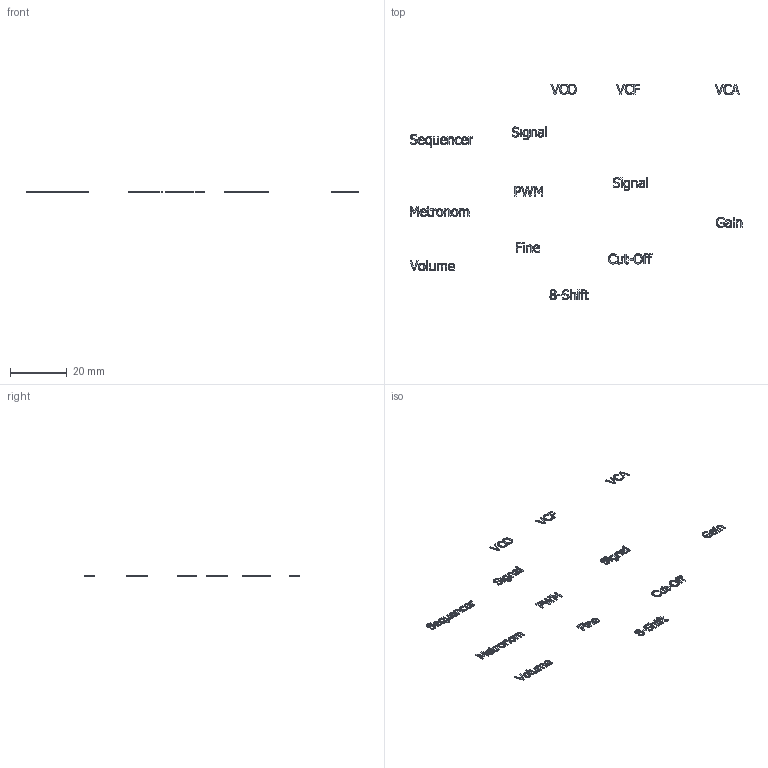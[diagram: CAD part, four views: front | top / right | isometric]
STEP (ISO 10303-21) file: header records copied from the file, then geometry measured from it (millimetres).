
FILE_DESCRIPTION(/* description */ (''),/* implementation_level */ '2;1');
FILE_NAME(/* name */ 'schrift.step',/* time_stamp */ '2026-01-29T20:27:23+01:00',/* author */ ('erikt'),/* organization */ (''),/* preprocessor_version */ 'ST-DEVELOPER v19.2',/* originating_system */ 'Autodesk Inventor 2024',/* authorisation */ '');
FILE_SCHEMA (('CONFIG_CONTROL_DESIGN'));
Length unit declared in the file: millimetre
Products named in the file (1): schrift
Bounding box: 117.51 x 76.41 x 0.28 mm (x, y, z)
Volume: 55.8 mm3; surface area: 674.5 mm2
Topology: 73 solids, 73 shells, 1128 faces, 2946 edges, 1964 vertices
Faces by surface type: plane 618, bspline 510
Entity records: 36985 total; most frequent: CARTESIAN_POINT 12669, ORIENTED_EDGE 5892, DIRECTION 3164, EDGE_CURVE 2946, VERTEX_POINT 1964, LINE 1926, VECTOR 1926, EDGE_LOOP 1170
